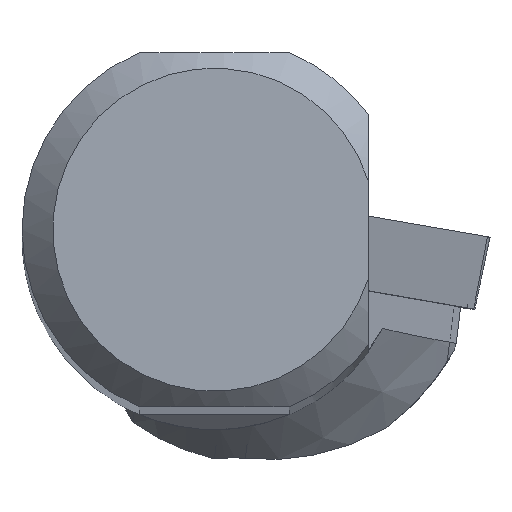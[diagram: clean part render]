
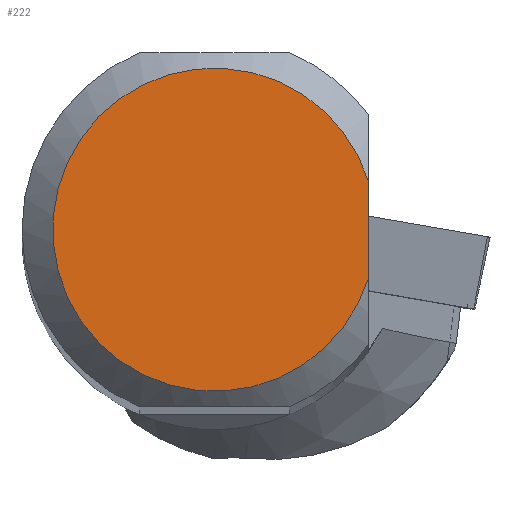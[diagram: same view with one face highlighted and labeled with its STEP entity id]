
A CAD part, top view. The second image highlights one B-rep face of the part: STEP entity #222.
In plain terms, the highlighted planar face has unit normal (0, 0, 1).
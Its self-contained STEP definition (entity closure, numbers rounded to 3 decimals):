
#167=FACE_OUTER_BOUND('',#462,.T.);
#222=ADVANCED_FACE('CU_SU_BP3',(#167),#267,.T.);
#267=PLANE('',#1214);
#315=LINE('',#1894,#377);
#377=VECTOR('',#1424,1.);
#462=EDGE_LOOP('',(#641,#642));
#641=ORIENTED_EDGE('',*,*,#957,.T.);
#642=ORIENTED_EDGE('',*,*,#981,.F.);
#847=VERTEX_POINT('',#1893);
#848=VERTEX_POINT('',#1895);
#957=EDGE_CURVE('',#848,#847,#315,.T.);
#981=EDGE_CURVE('',#848,#847,#1050,.T.);
#1050=CIRCLE('',#1213,10.491);
#1213=AXIS2_PLACEMENT_3D('',#1987,#1462,#1463);
#1214=AXIS2_PLACEMENT_3D('',#1988,#1464,#1465);
#1424=DIRECTION('',(0.,1.,0.));
#1462=DIRECTION('',(0.,0.,-1.));
#1463=DIRECTION('',(-1.,0.,0.));
#1464=DIRECTION('',(0.,0.,1.));
#1465=DIRECTION('',(-1.,0.,0.));
#1893=CARTESIAN_POINT('',(10.009,3.145,0.));
#1894=CARTESIAN_POINT('',(10.009,0.,0.));
#1895=CARTESIAN_POINT('',(10.009,-3.145,0.));
#1987=CARTESIAN_POINT('',(0.,0.,0.));
#1988=CARTESIAN_POINT('',(0.,0.,
0.));
